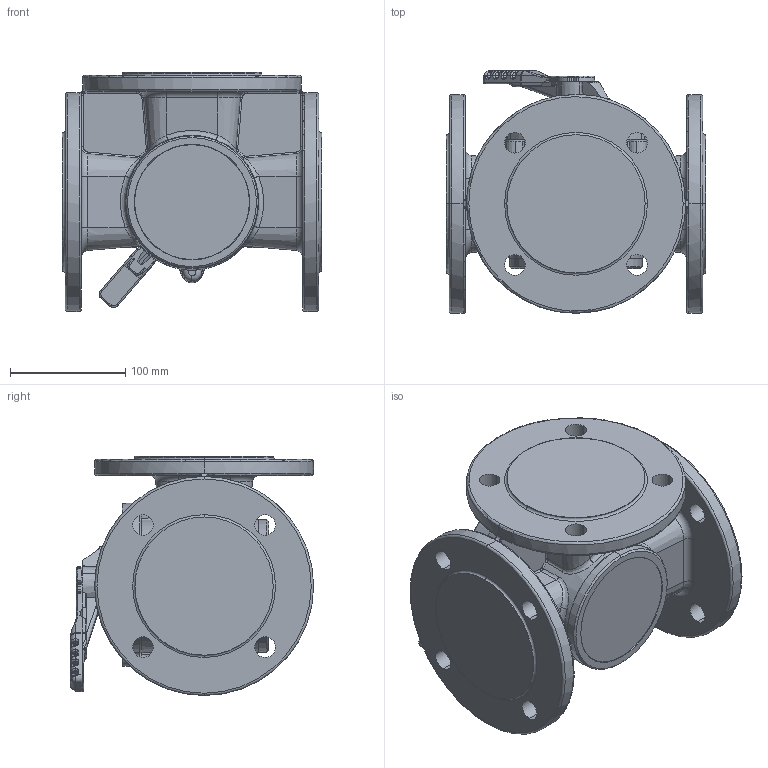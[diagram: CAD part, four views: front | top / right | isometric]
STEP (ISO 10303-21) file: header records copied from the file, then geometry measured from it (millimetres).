
FILE_DESCRIPTION(('CATIA V5 STEP Exchange','CAx-IF Rec.Pracs.--- Model Styling and Organization---1.4--- 2014-01-23','CAx-IF Rec.Pracs.---3D Tessellated Data Validation Properties---0.5---2014-09-14'),'2;1');
FILE_NAME('STEP_610080_-_TST.stp','2021-10-29T07:13:46+00:00',('none'),('none'),'CATIA Version 5-6 Release 2019 SP3','CATIA V5 STEP AP242 v1','none');
FILE_SCHEMA(('AP242_MANAGED_MODEL_BASED_3D_ENGINEERING_MIM_LF {1 0 10303 442 1 1 4}'));
Products named in the file (1): 610080 - TST
Bounding box: 225 x 211 x 207.5 mm (x, y, z)
Volume: 3494233.7 mm3; surface area: 309877.9 mm2
Topology: 1 solids, 2 shells, 1366 faces, 3682 edges, 2329 vertices
Faces by surface type: plane 480, cylinder 387, bspline 262, cone 114, torus 111, sphere 12
Entity records: 54639 total; most frequent: CARTESIAN_POINT 24539, ORIENTED_EDGE 7284, DIRECTION 3840, EDGE_CURVE 3642, VERTEX_POINT 2329, VECTOR 1551, LINE 1551, AXIS2_PLACEMENT_3D 1544
